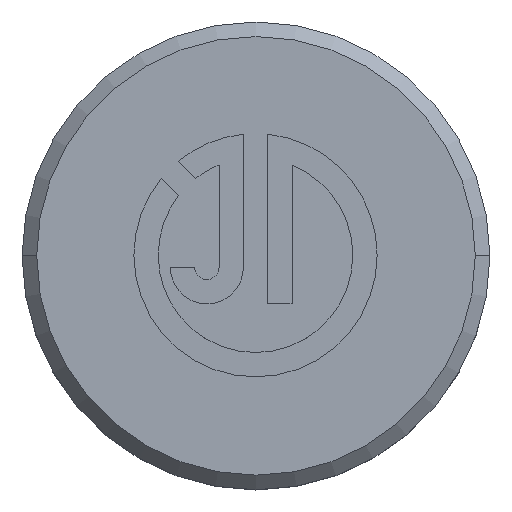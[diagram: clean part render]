
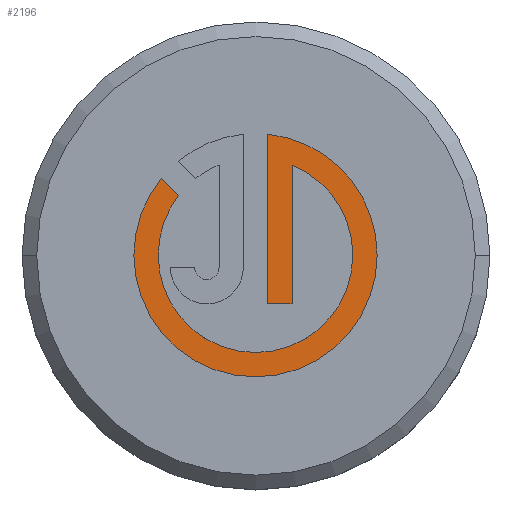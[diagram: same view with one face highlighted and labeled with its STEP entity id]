
A CAD part, top view. The second image highlights one B-rep face of the part: STEP entity #2196.
In plain terms, the highlighted planar face has unit normal (0, 0, 1).
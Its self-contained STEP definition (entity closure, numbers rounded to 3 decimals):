
#3 = ORIENTED_EDGE ( 'NONE', *, *, #2129, .T. ) ;
#25 = CIRCLE ( 'NONE', #2392, 3.328 ) ;
#96 = CARTESIAN_POINT ( 'NONE',  ( -2.645, 2.063, 89.9 ) ) ;
#135 = CIRCLE ( 'NONE', #1990, 3.328 ) ;
#164 = DIRECTION ( 'NONE',  ( 0., 0., 1. ) ) ;
#169 = EDGE_LOOP ( 'NONE', ( #3, #1352, #1035, #1161, #1766, #565, #1132, #2211, #920, #786 ) ) ;
#170 = VECTOR ( 'NONE', #1801, 1000. ) ;
#184 = CARTESIAN_POINT ( 'NONE',  ( -0.016, 0.022, 89.9 ) ) ;
#197 = VERTEX_POINT ( 'NONE', #1283 ) ;
#257 = CARTESIAN_POINT ( 'NONE',  ( -3.344, 0.022, 89.9 ) ) ;
#376 = DIRECTION ( 'NONE',  ( 1., 0., 0. ) ) ;
#418 = CARTESIAN_POINT ( 'NONE',  ( -4.176, 0.022, 89.9 ) ) ;
#419 = CIRCLE ( 'NONE', #853, 4.16 ) ;
#428 = DIRECTION ( 'NONE',  ( 0., -1., 0. ) ) ;
#466 = EDGE_CURVE ( 'NONE', #651, #819, #135, .T. ) ;
#484 = DIRECTION ( 'NONE',  ( 0., 0., 1. ) ) ;
#504 = EDGE_CURVE ( 'NONE', #2100, #651, #600, .T. ) ;
#545 = CARTESIAN_POINT ( 'NONE',  ( -0.016, 0.022, 89.9 ) ) ;
#565 = ORIENTED_EDGE ( 'NONE', *, *, #2265, .T. ) ;
#577 = CARTESIAN_POINT ( 'NONE',  ( -3.237, 2.655, 89.9 ) ) ;
#591 = VECTOR ( 'NONE', #2183, 1000. ) ;
#600 = CIRCLE ( 'NONE', #2369, 3.328 ) ;
#651 = VERTEX_POINT ( 'NONE', #257 ) ;
#681 = VERTEX_POINT ( 'NONE', #1400 ) ;
#718 = LINE ( 'NONE', #1799, #591 ) ;
#728 = DIRECTION ( 'NONE',  ( 1., 0., 0. ) ) ;
#737 = LINE ( 'NONE', #1811, #170 ) ;
#786 = ORIENTED_EDGE ( 'NONE', *, *, #2111, .T. ) ;
#819 = VERTEX_POINT ( 'NONE', #1445 ) ;
#853 = AXIS2_PLACEMENT_3D ( 'NONE', #545, #1840, #728 ) ;
#860 = VERTEX_POINT ( 'NONE', #418 ) ;
#880 = CARTESIAN_POINT ( 'NONE',  ( 3.312, 0.022, 89.9 ) ) ;
#895 = DIRECTION ( 'NONE',  ( 0., 0., -1. ) ) ;
#920 = ORIENTED_EDGE ( 'NONE', *, *, #1123, .T. ) ;
#1035 = ORIENTED_EDGE ( 'NONE', *, *, #466, .T. ) ;
#1049 = EDGE_CURVE ( 'NONE', #1310, #860, #2274, .T. ) ;
#1080 = CARTESIAN_POINT ( 'NONE',  ( -0.016, 0.022, 89.9 ) ) ;
#1092 = DIRECTION ( 'NONE',  ( 0., 0., -1. ) ) ;
#1123 = EDGE_CURVE ( 'NONE', #1497, #197, #737, .T. ) ;
#1132 = ORIENTED_EDGE ( 'NONE', *, *, #2177, .T. ) ;
#1161 = ORIENTED_EDGE ( 'NONE', *, *, #1959, .T. ) ;
#1272 = DIRECTION ( 'NONE',  ( -1., 0., 0. ) ) ;
#1283 = CARTESIAN_POINT ( 'NONE',  ( 1.232, -1.642, 89.9 ) ) ;
#1290 = PLANE ( 'NONE',  #1345 ) ;
#1310 = VERTEX_POINT ( 'NONE', #577 ) ;
#1345 = AXIS2_PLACEMENT_3D ( 'NONE', #2394, #164, #1478 ) ;
#1352 = ORIENTED_EDGE ( 'NONE', *, *, #504, .T. ) ;
#1359 = CARTESIAN_POINT ( 'NONE',  ( 0.4, 0., 89.9 ) ) ;
#1400 = CARTESIAN_POINT ( 'NONE',  ( 0.4, 4.161, 89.9 ) ) ;
#1409 = DIRECTION ( 'NONE',  ( -0.707, 0.707, 0. ) ) ;
#1416 = FACE_OUTER_BOUND ( 'NONE', #169, .T. ) ;
#1435 = CARTESIAN_POINT ( 'NONE',  ( 1.232, 3.107, 89.9 ) ) ;
#1445 = CARTESIAN_POINT ( 'NONE',  ( -2.645, 2.063, 89.9 ) ) ;
#1455 = LINE ( 'NONE', #96, #1504 ) ;
#1478 = DIRECTION ( 'NONE',  ( 1., 0., 0. ) ) ;
#1497 = VERTEX_POINT ( 'NONE', #1498 ) ;
#1498 = CARTESIAN_POINT ( 'NONE',  ( 0.4, -1.642, 89.9 ) ) ;
#1502 = DIRECTION ( 'NONE',  ( 0., 0., 1. ) ) ;
#1504 = VECTOR ( 'NONE', #1409, 1000. ) ;
#1607 = CARTESIAN_POINT ( 'NONE',  ( -0.016, 0.022, 89.9 ) ) ;
#1766 = ORIENTED_EDGE ( 'NONE', *, *, #1049, .T. ) ;
#1786 = DIRECTION ( 'NONE',  ( 1., 0., 0. ) ) ;
#1799 = CARTESIAN_POINT ( 'NONE',  ( 1.232, 0., 89.9 ) ) ;
#1801 = DIRECTION ( 'NONE',  ( 1., 0., 0. ) ) ;
#1811 = CARTESIAN_POINT ( 'NONE',  ( 0., -1.642, 89.9 ) ) ;
#1818 = VECTOR ( 'NONE', #428, 1000. ) ;
#1840 = DIRECTION ( 'NONE',  ( 0., 0., 1. ) ) ;
#1846 = CIRCLE ( 'NONE', #1962, 4.16 ) ;
#1850 = AXIS2_PLACEMENT_3D ( 'NONE', #1607, #484, #1786 ) ;
#1871 = LINE ( 'NONE', #1359, #1818 ) ;
#1959 = EDGE_CURVE ( 'NONE', #819, #1310, #1455, .T. ) ;
#1962 = AXIS2_PLACEMENT_3D ( 'NONE', #184, #1502, #376 ) ;
#1990 = AXIS2_PLACEMENT_3D ( 'NONE', #1997, #895, #2188 ) ;
#1997 = CARTESIAN_POINT ( 'NONE',  ( -0.016, 0.022, 89.9 ) ) ;
#2024 = CARTESIAN_POINT ( 'NONE',  ( 4.144, 0.022, 89.9 ) ) ;
#2041 = VERTEX_POINT ( 'NONE', #1435 ) ;
#2100 = VERTEX_POINT ( 'NONE', #880 ) ;
#2111 = EDGE_CURVE ( 'NONE', #197, #2041, #718, .T. ) ;
#2129 = EDGE_CURVE ( 'NONE', #2041, #2100, #25, .T. ) ;
#2177 = EDGE_CURVE ( 'NONE', #2224, #681, #419, .T. ) ;
#2183 = DIRECTION ( 'NONE',  ( 0., 1., 0. ) ) ;
#2188 = DIRECTION ( 'NONE',  ( -1., 0., 0. ) ) ;
#2196 = ADVANCED_FACE ( 'NONE', ( #1416 ), #1290, .T. ) ;
#2203 = CARTESIAN_POINT ( 'NONE',  ( -0.016, 0.022, 89.9 ) ) ;
#2211 = ORIENTED_EDGE ( 'NONE', *, *, #2411, .T. ) ;
#2224 = VERTEX_POINT ( 'NONE', #2024 ) ;
#2265 = EDGE_CURVE ( 'NONE', #860, #2224, #1846, .T. ) ;
#2274 = CIRCLE ( 'NONE', #1850, 4.16 ) ;
#2369 = AXIS2_PLACEMENT_3D ( 'NONE', #2203, #1092, #2391 ) ;
#2380 = DIRECTION ( 'NONE',  ( 0., 0., -1. ) ) ;
#2391 = DIRECTION ( 'NONE',  ( -1., 0., 0. ) ) ;
#2392 = AXIS2_PLACEMENT_3D ( 'NONE', #1080, #2380, #1272 ) ;
#2394 = CARTESIAN_POINT ( 'NONE',  ( 0., 0., 89.9 ) ) ;
#2411 = EDGE_CURVE ( 'NONE', #681, #1497, #1871, .T. ) ;
